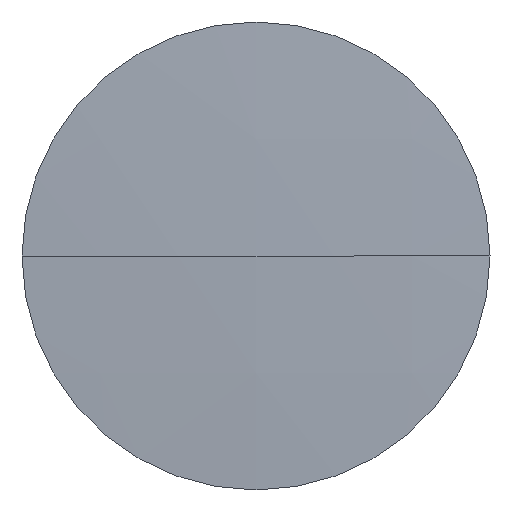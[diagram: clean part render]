
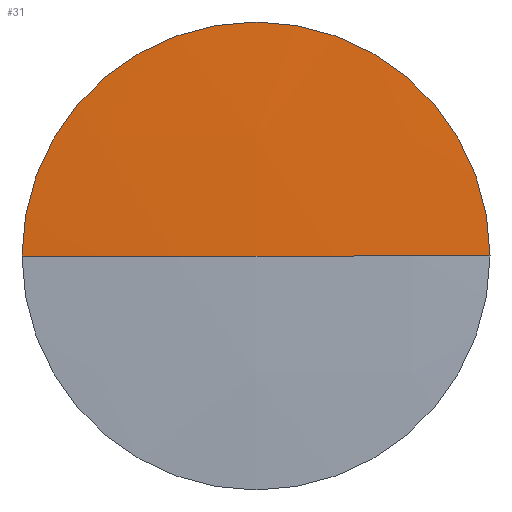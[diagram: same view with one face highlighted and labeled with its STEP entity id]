
A CAD part, left-side view. The second image highlights one B-rep face of the part: STEP entity #31.
In plain terms, the highlighted spherical face has radius 500 mm.
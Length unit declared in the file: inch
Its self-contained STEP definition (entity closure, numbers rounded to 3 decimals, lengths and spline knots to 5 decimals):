
#14 = EDGE_CURVE ( 'NONE', #35, #15, #99, .T. ) ;
#15 = VERTEX_POINT ( 'NONE', #94 ) ;
#16 = ORIENTED_EDGE ( 'NONE', *, *, #17, .F. ) ;
#17 = EDGE_CURVE ( 'NONE', #18, #15, #93, .T. ) ;
#18 = VERTEX_POINT ( 'NONE', #88 ) ;
#19 = ORIENTED_EDGE ( 'NONE', *, *, #20, .F. ) ;
#20 = EDGE_CURVE ( 'NONE', #36, #18, #86, .T. ) ;
#31 = ADVANCED_FACE ( 'NONE', ( #134 ), #167, .T. ) ;
#32 = EDGE_LOOP ( 'NONE', ( #33, #37, #16, #19 ) ) ;
#33 = ORIENTED_EDGE ( 'NONE', *, *, #34, .F. ) ;
#34 = EDGE_CURVE ( 'NONE', #35, #36, #163, .T. ) ;
#35 = VERTEX_POINT ( 'NONE', #209 ) ;
#36 = VERTEX_POINT ( 'NONE', #208 ) ;
#37 = ORIENTED_EDGE ( 'NONE', *, *, #14, .T. ) ;
#82 = DIRECTION ( 'NONE',  ( 0., 0., -1. ) ) ;
#83 = DIRECTION ( 'NONE',  ( 1., 0., 0. ) ) ;
#84 = CARTESIAN_POINT ( 'NONE',  ( -3.50035, 1.35893, 0.87225 ) ) ;
#85 = AXIS2_PLACEMENT_3D ( 'NONE', #84, #83, #82 ) ;
#86 = CIRCLE ( 'NONE', #85, 1. ) ;
#88 = CARTESIAN_POINT ( 'NONE',  ( -3.50035, 1.35893, 1.87225 ) ) ;
#89 = DIRECTION ( 'NONE',  ( 0., 0., -1. ) ) ;
#90 = DIRECTION ( 'NONE',  ( 1., 0., 0. ) ) ;
#91 = CARTESIAN_POINT ( 'NONE',  ( -3.50035, 1.35893, 0.87225 ) ) ;
#92 = AXIS2_PLACEMENT_3D ( 'NONE', #91, #90, #89 ) ;
#93 = CIRCLE ( 'NONE', #92, 1. ) ;
#94 = CARTESIAN_POINT ( 'NONE',  ( -3.50035, 0.35893, 0.87225 ) ) ;
#95 = DIRECTION ( 'NONE',  ( 0., -1., 0. ) ) ;
#96 = DIRECTION ( 'NONE',  ( 0., 0., 1. ) ) ;
#97 = CARTESIAN_POINT ( 'NONE',  ( 16.15927, 1.35893, 0.87225 ) ) ;
#98 = AXIS2_PLACEMENT_3D ( 'NONE', #97, #96, #95 ) ;
#99 = CIRCLE ( 'NONE', #98, 19.68504 ) ;
#134 = FACE_OUTER_BOUND ( 'NONE', #32, .T. ) ;
#159 = DIRECTION ( 'NONE',  ( -1., 0., 0. ) ) ;
#160 = DIRECTION ( 'NONE',  ( 0., 0., -1. ) ) ;
#161 = CARTESIAN_POINT ( 'NONE',  ( 16.15927, 1.35893, 0.87225 ) ) ;
#162 = AXIS2_PLACEMENT_3D ( 'NONE', #161, #160, #159 ) ;
#163 = CIRCLE ( 'NONE', #162, 19.68504 ) ;
#164 = DIRECTION ( 'NONE',  ( 0., 1., 0. ) ) ;
#165 = DIRECTION ( 'NONE',  ( 0., 0., 1. ) ) ;
#166 = AXIS2_PLACEMENT_3D ( 'NONE', #168, #165, #164 ) ;
#167 = SPHERICAL_SURFACE ( 'NONE', #166, 19.68504 ) ;
#168 = CARTESIAN_POINT ( 'NONE',  ( 16.15927, 1.35893, 0.87225 ) ) ;
#208 = CARTESIAN_POINT ( 'NONE',  ( -3.50035, 2.35893, 0.87225 ) ) ;
#209 = CARTESIAN_POINT ( 'NONE',  ( -3.52577, 1.35893, 0.87225 ) ) ;
